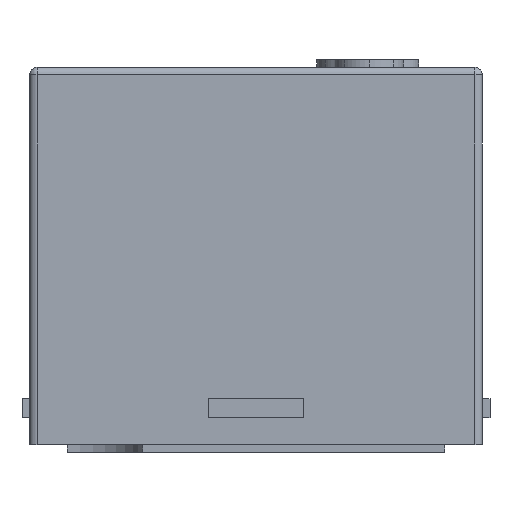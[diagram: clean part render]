
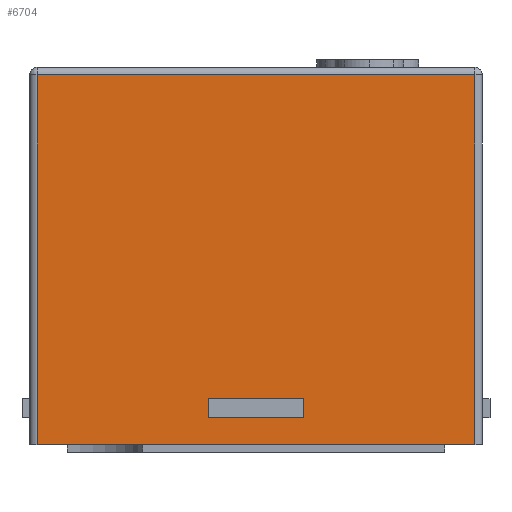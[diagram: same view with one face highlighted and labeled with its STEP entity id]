
A CAD part, left-side view. The second image highlights one B-rep face of the part: STEP entity #6704.
In plain terms, the highlighted planar face has unit normal (-1, 0, 0).
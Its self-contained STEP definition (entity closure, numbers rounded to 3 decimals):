
#489 = VERTEX_POINT ( 'NONE', #4403 ) ;
#780 = ORIENTED_EDGE ( 'NONE', *, *, #6182, .T. ) ;
#1083 = VECTOR ( 'NONE', #3659, 1000. ) ;
#1084 = EDGE_CURVE ( 'NONE', #15719, #489, #5666, .T. ) ;
#1096 = VECTOR ( 'NONE', #12375, 1000. ) ;
#1227 = LINE ( 'NONE', #6421, #1083 ) ;
#1586 = ORIENTED_EDGE ( 'NONE', *, *, #1084, .T. ) ;
#2894 = DIRECTION ( 'NONE',  ( 0., 0., -1. ) ) ;
#2984 = DIRECTION ( 'NONE',  ( 0., -1., 0. ) ) ;
#3027 = LINE ( 'NONE', #6853, #16056 ) ;
#3032 = VERTEX_POINT ( 'NONE', #8061 ) ;
#3226 = EDGE_CURVE ( 'NONE', #14389, #15719, #3027, .T. ) ;
#3627 = ORIENTED_EDGE ( 'NONE', *, *, #4389, .T. ) ;
#3659 = DIRECTION ( 'NONE',  ( 0., 0., -1. ) ) ;
#4274 = DIRECTION ( 'NONE',  ( 0., -1., 0. ) ) ;
#4389 = EDGE_CURVE ( 'NONE', #3032, #14389, #15069, .T. ) ;
#4403 = CARTESIAN_POINT ( 'NONE',  ( -0.5, -0.063, 0.036 ) ) ;
#4434 = ORIENTED_EDGE ( 'NONE', *, *, #7598, .T. ) ;
#4557 = ORIENTED_EDGE ( 'NONE', *, *, #3226, .T. ) ;
#4885 = EDGE_CURVE ( 'NONE', #9653, #14214, #1227, .T. ) ;
#4942 = VECTOR ( 'NONE', #13394, 1000. ) ;
#5388 = CARTESIAN_POINT ( 'NONE',  ( -0.5, -0.29, 0.5 ) ) ;
#5666 = LINE ( 'NONE', #9430, #6423 ) ;
#5752 = LINE ( 'NONE', #11086, #13511 ) ;
#5934 = FACE_BOUND ( 'NONE', #7434, .T. ) ;
#6115 = CARTESIAN_POINT ( 'NONE',  ( -0.5, 0.3, 0.5 ) ) ;
#6175 = CARTESIAN_POINT ( 'NONE',  ( -0.5, 0.29, 0. ) ) ;
#6182 = EDGE_CURVE ( 'NONE', #14450, #16881, #6856, .T. ) ;
#6421 = CARTESIAN_POINT ( 'NONE',  ( -0.5, 0.29, 0.5 ) ) ;
#6423 = VECTOR ( 'NONE', #2894, 1000. ) ;
#6704 = ADVANCED_FACE ( 'NONE', ( #5934, #16131 ), #12207, .F. ) ;
#6853 = CARTESIAN_POINT ( 'NONE',  ( -0.5, -0.063, 0.061 ) ) ;
#6856 = LINE ( 'NONE', #5388, #13021 ) ;
#7030 = EDGE_CURVE ( 'NONE', #16881, #9653, #7136, .T. ) ;
#7136 = LINE ( 'NONE', #12355, #4942 ) ;
#7434 = EDGE_LOOP ( 'NONE', ( #1586, #4434, #3627, #4557 ) ) ;
#7598 = EDGE_CURVE ( 'NONE', #489, #3032, #8449, .T. ) ;
#7676 = DIRECTION ( 'NONE',  ( 1., 0., 0. ) ) ;
#8046 = ORIENTED_EDGE ( 'NONE', *, *, #13835, .T. ) ;
#8061 = CARTESIAN_POINT ( 'NONE',  ( -0.5, 0.063, 0.036 ) ) ;
#8144 = DIRECTION ( 'NONE',  ( 0., 0., 1. ) ) ;
#8449 = LINE ( 'NONE', #10843, #1096 ) ;
#8587 = DIRECTION ( 'NONE',  ( 0., 0., 1. ) ) ;
#8612 = DIRECTION ( 'NONE',  ( 0., 0., -1. ) ) ;
#8931 = VECTOR ( 'NONE', #8587, 1000. ) ;
#9430 = CARTESIAN_POINT ( 'NONE',  ( -0.5, -0.063, 0.061 ) ) ;
#9653 = VERTEX_POINT ( 'NONE', #9674 ) ;
#9674 = CARTESIAN_POINT ( 'NONE',  ( -0.5, 0.29, 0.49 ) ) ;
#10412 = EDGE_LOOP ( 'NONE', ( #8046, #780, #15726, #12088 ) ) ;
#10843 = CARTESIAN_POINT ( 'NONE',  ( -0.5, -0.063, 0.036 ) ) ;
#11086 = CARTESIAN_POINT ( 'NONE',  ( -0.5, 0.3, 0. ) ) ;
#12088 = ORIENTED_EDGE ( 'NONE', *, *, #4885, .T. ) ;
#12207 = PLANE ( 'NONE',  #15054 ) ;
#12288 = CARTESIAN_POINT ( 'NONE',  ( -0.5, -0.29, 0.49 ) ) ;
#12355 = CARTESIAN_POINT ( 'NONE',  ( -0.5, 0.3, 0.49 ) ) ;
#12375 = DIRECTION ( 'NONE',  ( 0., 1., 0. ) ) ;
#12559 = CARTESIAN_POINT ( 'NONE',  ( -0.5, -0.29, 0. ) ) ;
#13021 = VECTOR ( 'NONE', #8144, 1000. ) ;
#13394 = DIRECTION ( 'NONE',  ( 0., 1., 0. ) ) ;
#13511 = VECTOR ( 'NONE', #2984, 1000. ) ;
#13835 = EDGE_CURVE ( 'NONE', #14214, #14450, #5752, .T. ) ;
#14214 = VERTEX_POINT ( 'NONE', #6175 ) ;
#14389 = VERTEX_POINT ( 'NONE', #15101 ) ;
#14450 = VERTEX_POINT ( 'NONE', #12559 ) ;
#15054 = AXIS2_PLACEMENT_3D ( 'NONE', #6115, #7676, #8612 ) ;
#15069 = LINE ( 'NONE', #15160, #8931 ) ;
#15101 = CARTESIAN_POINT ( 'NONE',  ( -0.5, 0.063, 0.061 ) ) ;
#15120 = CARTESIAN_POINT ( 'NONE',  ( -0.5, -0.063, 0.061 ) ) ;
#15160 = CARTESIAN_POINT ( 'NONE',  ( -0.5, 0.063, 0.061 ) ) ;
#15719 = VERTEX_POINT ( 'NONE', #15120 ) ;
#15726 = ORIENTED_EDGE ( 'NONE', *, *, #7030, .T. ) ;
#16056 = VECTOR ( 'NONE', #4274, 1000. ) ;
#16131 = FACE_OUTER_BOUND ( 'NONE', #10412, .T. ) ;
#16881 = VERTEX_POINT ( 'NONE', #12288 ) ;
